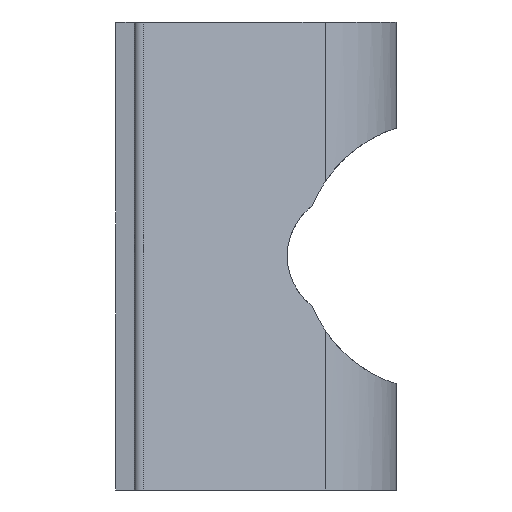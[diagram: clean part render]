
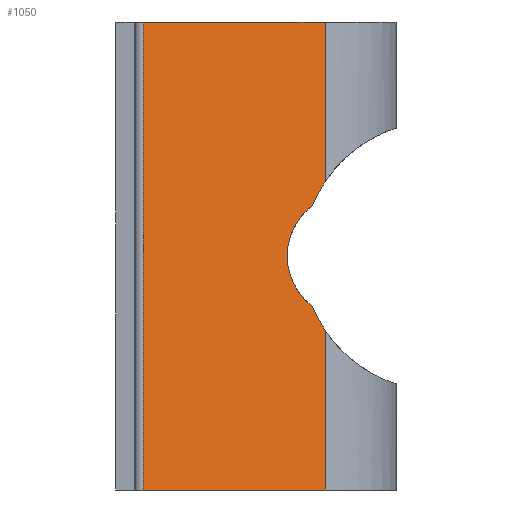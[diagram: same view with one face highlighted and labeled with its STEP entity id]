
A CAD part, left-side view. The second image highlights one B-rep face of the part: STEP entity #1050.
In plain terms, the highlighted planar face has unit normal (-0.903, -0.429, 0).
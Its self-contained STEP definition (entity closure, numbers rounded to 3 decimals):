
#28 = CARTESIAN_POINT ( 'NONE',  ( -4.962, 1.714, -15. ) ) ;
#53 = VERTEX_POINT ( 'NONE', #205 ) ;
#91 = CARTESIAN_POINT ( 'NONE',  ( -5.864, 3.614, -15. ) ) ;
#100 = CARTESIAN_POINT ( 'NONE',  ( -3.29, -1.81, -9.108 ) ) ;
#120 = LINE ( 'NONE', #28, #500 ) ;
#160 = ORIENTED_EDGE ( 'NONE', *, *, #276, .F. ) ;
#192 = DIRECTION ( 'NONE',  ( 0., 0., 1. ) ) ;
#199 = EDGE_CURVE ( 'NONE', #53, #1017, #120, .T. ) ;
#205 = CARTESIAN_POINT ( 'NONE',  ( -5.864, 3.614, -15. ) ) ;
#276 = EDGE_CURVE ( 'NONE', #1001, #678, #1013, .T. ) ;
#318 = DIRECTION ( 'NONE',  ( 0., 0., -1. ) ) ;
#319 =( BOUNDED_CURVE ( )  B_SPLINE_CURVE ( 3, ( #1474, #465, #694, #455 ),
 .UNSPECIFIED., .F., .F. ) 
 B_SPLINE_CURVE_WITH_KNOTS ( ( 4, 4 ),
 ( 5.698, 5.9 ),
 .UNSPECIFIED. ) 
 CURVE ( )  GEOMETRIC_REPRESENTATION_ITEM ( )  RATIONAL_B_SPLINE_CURVE ( ( 1., 0.997, 0.997, 1. ) ) 
 REPRESENTATION_ITEM ( '' )  );
#359 = DIRECTION ( 'NONE',  ( 0.429, -0.903, 0. ) ) ;
#361 = LINE ( 'NONE', #998, #421 ) ;
#397 = CARTESIAN_POINT ( 'NONE',  ( -3.098, -2.215, -15. ) ) ;
#421 = VECTOR ( 'NONE', #192, 1000. ) ;
#436 = ORIENTED_EDGE ( 'NONE', *, *, #938, .T. ) ;
#455 = CARTESIAN_POINT ( 'NONE',  ( -3.29, -1.81, -9.108 ) ) ;
#465 = CARTESIAN_POINT ( 'NONE',  ( -3.174, -2.054, -9.634 ) ) ;
#471 = CARTESIAN_POINT ( 'NONE',  ( -4.962, 1.714, -15. ) ) ;
#500 = VECTOR ( 'NONE', #359, 1000. ) ;
#503 = CARTESIAN_POINT ( 'NONE',  ( -4.962, 1.714, 0. ) ) ;
#514 = ORIENTED_EDGE ( 'NONE', *, *, #1301, .T. ) ;
#564 = CARTESIAN_POINT ( 'NONE',  ( -3.098, -2.215, -9.877 ) ) ;
#585 = CARTESIAN_POINT ( 'NONE',  ( -3.098, -2.215, 0. ) ) ;
#592 = CARTESIAN_POINT ( 'NONE',  ( -3.29, -1.81, -5.892 ) ) ;
#594 =( BOUNDED_CURVE ( )  B_SPLINE_CURVE ( 3, ( #823, #728, #849, #1291 ),
 .UNSPECIFIED., .F., .T. ) 
 B_SPLINE_CURVE_WITH_KNOTS ( ( 4, 4 ),
 ( 0.383, 0.586 ),
 .UNSPECIFIED. ) 
 CURVE ( )  GEOMETRIC_REPRESENTATION_ITEM ( )  RATIONAL_B_SPLINE_CURVE ( ( 1., 0.997, 0.997, 1. ) ) 
 REPRESENTATION_ITEM ( '' )  );
#641 = VERTEX_POINT ( 'NONE', #726 ) ;
#647 =( BOUNDED_CURVE ( )  B_SPLINE_CURVE ( 3, ( #100, #1006, #674, #1448 ),
 .UNSPECIFIED., .F., .T. ) 
 B_SPLINE_CURVE_WITH_KNOTS ( ( 4, 4 ),
 ( 5.349, 7.217 ),
 .UNSPECIFIED. ) 
 CURVE ( )  GEOMETRIC_REPRESENTATION_ITEM ( )  RATIONAL_B_SPLINE_CURVE ( ( 1., 0.73, 0.73, 1. ) ) 
 REPRESENTATION_ITEM ( '' )  );
#664 = CARTESIAN_POINT ( 'NONE',  ( -5.864, 3.614, 0. ) ) ;
#666 = LINE ( 'NONE', #91, #1027 ) ;
#674 = CARTESIAN_POINT ( 'NONE',  ( -3.85, -0.63, -6.766 ) ) ;
#675 = ORIENTED_EDGE ( 'NONE', *, *, #1455, .T. ) ;
#678 = VERTEX_POINT ( 'NONE', #585 ) ;
#681 = CARTESIAN_POINT ( 'NONE',  ( -3.098, -2.215, -15. ) ) ;
#694 = CARTESIAN_POINT ( 'NONE',  ( -3.238, -1.919, -9.377 ) ) ;
#698 = PLANE ( 'NONE',  #867 ) ;
#726 = CARTESIAN_POINT ( 'NONE',  ( -3.098, -2.215, -5.123 ) ) ;
#728 = CARTESIAN_POINT ( 'NONE',  ( -3.238, -1.919, -5.623 ) ) ;
#749 = FACE_OUTER_BOUND ( 'NONE', #808, .T. ) ;
#779 = ORIENTED_EDGE ( 'NONE', *, *, #1329, .T. ) ;
#808 = EDGE_LOOP ( 'NONE', ( #1295, #514, #675, #160, #436, #909, #779, #1184 ) ) ;
#823 = CARTESIAN_POINT ( 'NONE',  ( -3.29, -1.81, -5.892 ) ) ;
#849 = CARTESIAN_POINT ( 'NONE',  ( -3.174, -2.054, -5.366 ) ) ;
#860 = DIRECTION ( 'NONE',  ( 0., 0., 1. ) ) ;
#867 = AXIS2_PLACEMENT_3D ( 'NONE', #471, #1035, #1040 ) ;
#909 = ORIENTED_EDGE ( 'NONE', *, *, #199, .T. ) ;
#931 = EDGE_CURVE ( 'NONE', #1105, #1294, #647, .T. ) ;
#938 = EDGE_CURVE ( 'NONE', #1001, #53, #666, .T. ) ;
#995 = VECTOR ( 'NONE', #1411, 1000. ) ;
#998 = CARTESIAN_POINT ( 'NONE',  ( -3.098, -2.215, -15. ) ) ;
#1001 = VERTEX_POINT ( 'NONE', #664 ) ;
#1006 = CARTESIAN_POINT ( 'NONE',  ( -3.85, -0.63, -8.234 ) ) ;
#1013 = LINE ( 'NONE', #503, #995 ) ;
#1017 = VERTEX_POINT ( 'NONE', #681 ) ;
#1027 = VECTOR ( 'NONE', #318, 1000. ) ;
#1035 = DIRECTION ( 'NONE',  ( -0.903, -0.429, 0. ) ) ;
#1040 = DIRECTION ( 'NONE',  ( 0.429, -0.903, 0. ) ) ;
#1050 = ADVANCED_FACE ( 'NONE', ( #749 ), #698, .T. ) ;
#1051 = EDGE_CURVE ( 'NONE', #1107, #1105, #319, .T. ) ;
#1105 = VERTEX_POINT ( 'NONE', #1245 ) ;
#1107 = VERTEX_POINT ( 'NONE', #564 ) ;
#1184 = ORIENTED_EDGE ( 'NONE', *, *, #1051, .T. ) ;
#1198 = LINE ( 'NONE', #397, #1249 ) ;
#1245 = CARTESIAN_POINT ( 'NONE',  ( -3.29, -1.81, -9.108 ) ) ;
#1249 = VECTOR ( 'NONE', #860, 1000. ) ;
#1291 = CARTESIAN_POINT ( 'NONE',  ( -3.098, -2.215, -5.123 ) ) ;
#1294 = VERTEX_POINT ( 'NONE', #592 ) ;
#1295 = ORIENTED_EDGE ( 'NONE', *, *, #931, .T. ) ;
#1301 = EDGE_CURVE ( 'NONE', #1294, #641, #594, .T. ) ;
#1329 = EDGE_CURVE ( 'NONE', #1017, #1107, #1198, .T. ) ;
#1411 = DIRECTION ( 'NONE',  ( 0.429, -0.903, 0. ) ) ;
#1448 = CARTESIAN_POINT ( 'NONE',  ( -3.29, -1.81, -5.892 ) ) ;
#1455 = EDGE_CURVE ( 'NONE', #641, #678, #361, .T. ) ;
#1474 = CARTESIAN_POINT ( 'NONE',  ( -3.098, -2.215, -9.877 ) ) ;
